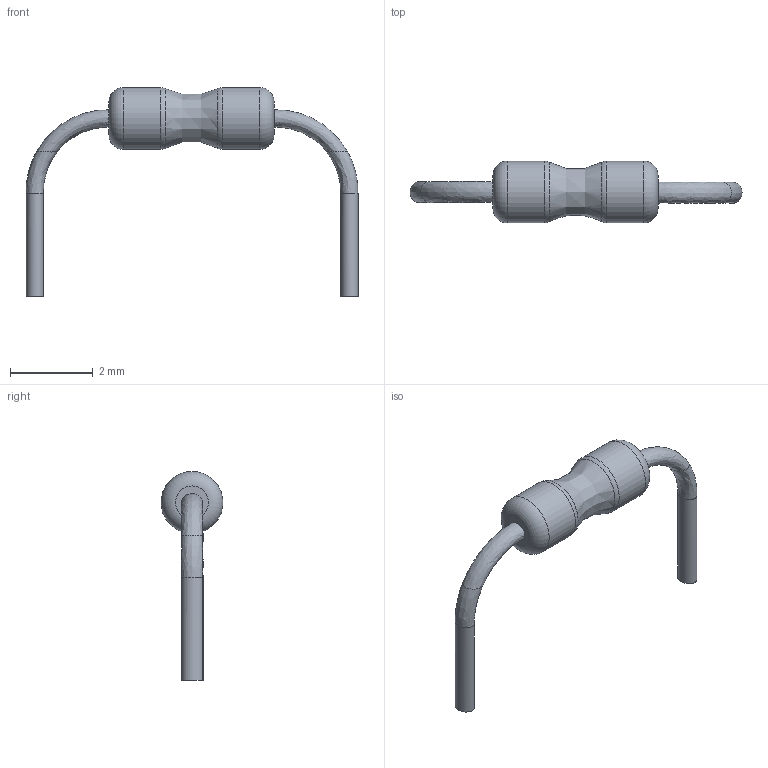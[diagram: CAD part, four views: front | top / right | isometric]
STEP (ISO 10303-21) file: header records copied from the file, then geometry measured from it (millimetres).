
FILE_DESCRIPTION(/* description */ (''),/* implementation_level */ '2;1');
FILE_NAME(/* name */ 'Res_0.125W_7.62.step',/* time_stamp */ '2020-04-21T22:57:04+03:00',/* author */ ('vlad.lapshuda'),/* organization */ (''),/* preprocessor_version */ 'ST-DEVELOPER v17.2',/* originating_system */ 'Autodesk Translation Framework v7.6.0.251',/* authorisation */ '');
FILE_SCHEMA (('AUTOMOTIVE_DESIGN { 1 0 10303 214 3 1 1 }'));
Length unit declared in the file: millimetre
Products named in the file (1): Res_0.125W_7.62
Bounding box: 8.04 x 1.5 x 5.06 mm (x, y, z)
Volume: 8.6 mm3; surface area: 42.4 mm2
Topology: 3 solids, 3 shells, 21 faces, 49 edges, 34 vertices
Faces by surface type: bspline 9, plane 6, torus 4, cylinder 2
Full cylindrical faces by diameter (mm): 1.5 x2
Entity records: 1673 total; most frequent: CARTESIAN_POINT 1186, ORIENTED_EDGE 98, DIRECTION 78, EDGE_CURVE 49, AXIS2_PLACEMENT_3D 36, VERTEX_POINT 34, CIRCLE 23, FACE_OUTER_BOUND 21
